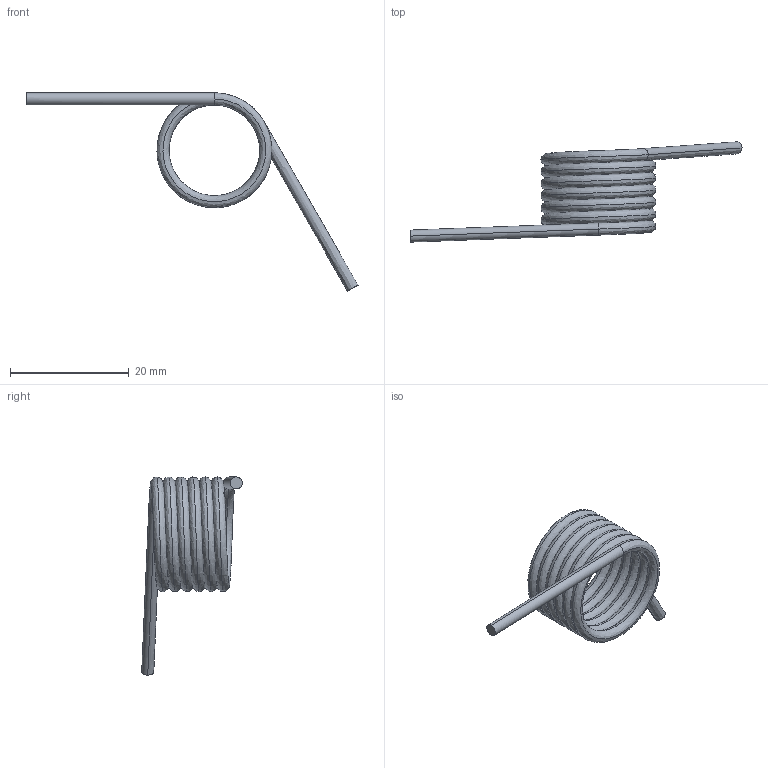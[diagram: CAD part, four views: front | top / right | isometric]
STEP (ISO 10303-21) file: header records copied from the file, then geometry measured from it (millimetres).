
FILE_DESCRIPTION (( 'STEP AP214' ), '1' );
FILE_NAME ('LeeSpring-LTR080F 10 M.STEP', '2024-06-21T05:46:04', ( '' ), ( '' ), 'SwSTEP 2.0', 'SolidWorks 2024', '' );
FILE_SCHEMA (( 'AUTOMOTIVE_DESIGN' ));
Length unit declared in the file: inch
Products named in the file (1): LeeSpring-LTR080F 10 M
Bounding box: 55.88 x 16.93 x 33.35 mm (x, y, z)
Volume: 1292.5 mm3; surface area: 2552.2 mm2
Topology: 1 solids, 1 shells, 10 faces, 23 edges, 13 vertices
Faces by surface type: bspline 8, plane 2
Entity records: 3107 total; most frequent: CARTESIAN_POINT 2919, ORIENTED_EDGE 46, EDGE_CURVE 23, DIRECTION 18, VERTEX_POINT 13, EDGE_LOOP 10, FACE_OUTER_BOUND 10, ADVANCED_FACE 10
